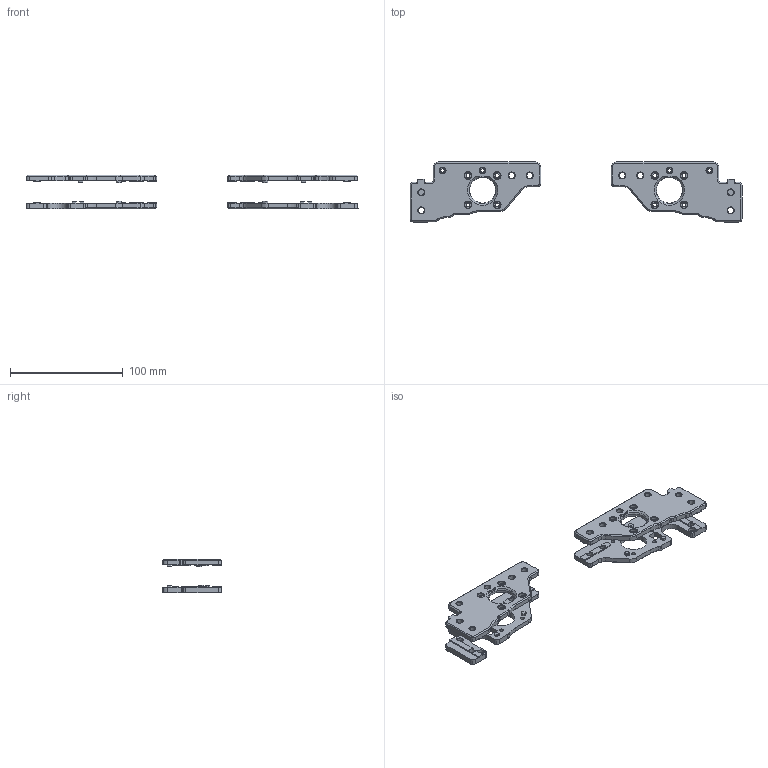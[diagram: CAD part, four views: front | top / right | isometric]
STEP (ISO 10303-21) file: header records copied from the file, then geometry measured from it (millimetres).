
FILE_DESCRIPTION (( 'STEP AP203' ), '1' );
FILE_NAME ('drive_modules_pinned.STEP', '2023-02-04T11:29:16', ( '' ), ( '' ), 'SwSTEP 2.0', 'SolidWorks 2020', '' );
FILE_SCHEMA (( 'CONFIG_CONTROL_DESIGN' ));
Length unit declared in the file: millimetre
Products named in the file (5): drive_modules_pinned; B Drive Top; A Drive Bottom; B Drive Bottom; A Drive Top
Assembly tree (4 placements, depth 2):
  drive_modules_pinned
    A Drive Top
    A Drive Bottom
    B Drive Bottom
    B Drive Top
Bounding box: 294.98 x 53.3 x 30 mm (x, y, z)
Volume: 74787.1 mm3; surface area: 41870.9 mm2
Topology: 4 solids, 4 shells, 1152 faces, 3066 edges, 1924 vertices
Faces by surface type: cylinder 520, plane 374, cone 240, bspline 14, torus 4
Entity records: 37631 total; most frequent: CARTESIAN_POINT 7373, DIRECTION 6646, ORIENTED_EDGE 6132, EDGE_CURVE 3066, AXIS2_PLACEMENT_3D 2519, VERTEX_POINT 1924, VECTOR 1608, LINE 1608
